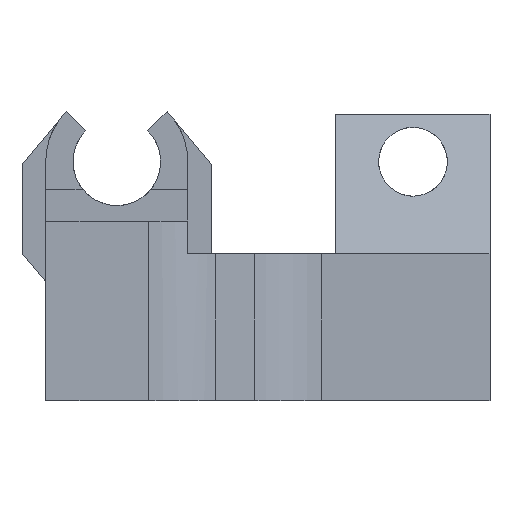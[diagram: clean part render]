
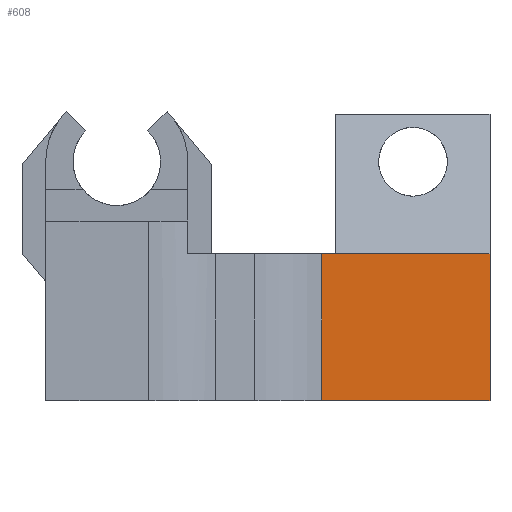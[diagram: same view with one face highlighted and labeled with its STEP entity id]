
A CAD part, front view. The second image highlights one B-rep face of the part: STEP entity #608.
In plain terms, the highlighted planar face has unit normal (0, -1, 0).
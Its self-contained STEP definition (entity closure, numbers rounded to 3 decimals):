
#586 = EDGE_CURVE ( 'NONE', #1282, #1370, #2701, .T. ) ;
#608 = ADVANCED_FACE ( 'NONE', ( #3467 ), #2804, .F. ) ;
#692 = EDGE_CURVE ( 'NONE', #1281, #1282, #3126, .T. ) ;
#740 = EDGE_CURVE ( 'NONE', #1281, #1385, #3837, .T. ) ;
#741 = EDGE_CURVE ( 'NONE', #1385, #1370, #3840, .T. ) ;
#965 = EDGE_LOOP ( 'NONE', ( #1497, #1498, #1496, #1499 ) ) ;
#1281 = VERTEX_POINT ( 'NONE', #4213 ) ;
#1282 = VERTEX_POINT ( 'NONE', #4214 ) ;
#1370 = VERTEX_POINT ( 'NONE', #4302 ) ;
#1385 = VERTEX_POINT ( 'NONE', #4317 ) ;
#1496 = ORIENTED_EDGE ( 'NONE', *, *, #741, .T. ) ;
#1497 = ORIENTED_EDGE ( 'NONE', *, *, #692, .F. ) ;
#1498 = ORIENTED_EDGE ( 'NONE', *, *, #740, .T. ) ;
#1499 = ORIENTED_EDGE ( 'NONE', *, *, #586, .F. ) ;
#2701 = LINE ( 'NONE', #2702, #3440 ) ;
#2702 = CARTESIAN_POINT ( 'NONE',  ( 59.5, 0., 12.4 ) ) ;
#2703 = DIRECTION ( 'NONE',  ( 0., 0., -1. ) ) ;
#2804 = PLANE ( 'NONE',  #3470 ) ;
#2805 = CARTESIAN_POINT ( 'NONE',  ( 34., 0., 12.4 ) ) ;
#2806 = DIRECTION ( 'NONE',  ( 0., 1., 0. ) ) ;
#2807 = DIRECTION ( 'NONE',  ( 0., 0., 1. ) ) ;
#3126 = LINE ( 'NONE', #3127, #3612 ) ;
#3127 = CARTESIAN_POINT ( 'NONE',  ( 34., 0., 12.4 ) ) ;
#3128 = DIRECTION ( 'NONE',  ( 1., 0., 0. ) ) ;
#3440 = VECTOR ( 'NONE', #2703, 1000. ) ;
#3467 = FACE_OUTER_BOUND ( 'NONE', #965, .T. ) ;
#3470 = AXIS2_PLACEMENT_3D ( 'NONE', #2805, #2806, #2807 ) ;
#3612 = VECTOR ( 'NONE', #3128, 1000. ) ;
#3712 = VECTOR ( 'NONE', #3839, 1000. ) ;
#3714 = VECTOR ( 'NONE', #3842, 1000. ) ;
#3837 = LINE ( 'NONE', #3838, #3712 ) ;
#3838 = CARTESIAN_POINT ( 'NONE',  ( 45.314, 0., 0. ) ) ;
#3839 = DIRECTION ( 'NONE',  ( 0., 0., -1. ) ) ;
#3840 = LINE ( 'NONE', #3841, #3714 ) ;
#3841 = CARTESIAN_POINT ( 'NONE',  ( 34., 0., 0. ) ) ;
#3842 = DIRECTION ( 'NONE',  ( 1., 0., 0. ) ) ;
#4213 = CARTESIAN_POINT ( 'NONE',  ( 45.314, 0., 12.4 ) ) ;
#4214 = CARTESIAN_POINT ( 'NONE',  ( 59.5, 0., 12.4 ) ) ;
#4302 = CARTESIAN_POINT ( 'NONE',  ( 59.5, 0., 0. ) ) ;
#4317 = CARTESIAN_POINT ( 'NONE',  ( 45.314, 0., 0. ) ) ;
